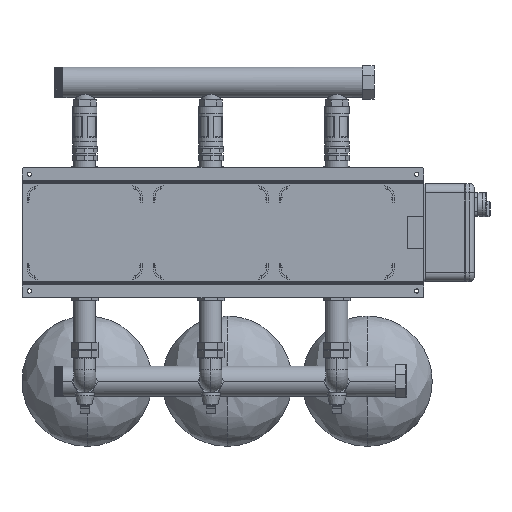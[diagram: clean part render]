
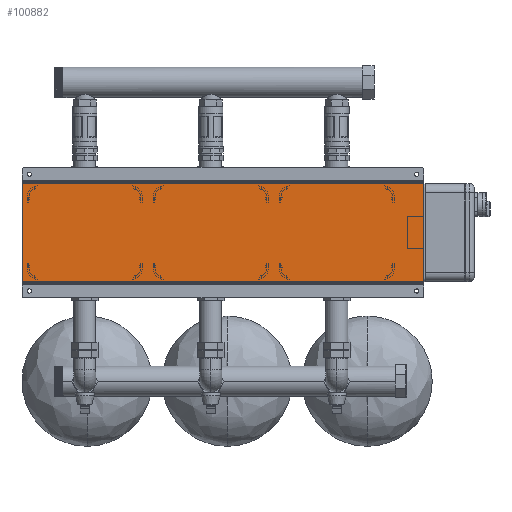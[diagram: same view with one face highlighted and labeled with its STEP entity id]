
A CAD part, front view. The second image highlights one B-rep face of the part: STEP entity #100882.
In plain terms, the highlighted planar face has unit normal (0, -1, 0).
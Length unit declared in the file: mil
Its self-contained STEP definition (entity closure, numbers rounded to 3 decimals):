
#1109 = CARTESIAN_POINT ( 'NONE',  ( 16929.134, 2007.874, -4133.858 ) ) ;
#6083 = LINE ( 'NONE', #40783, #197887 ) ;
#9067 = VERTEX_POINT ( 'NONE', #108119 ) ;
#11175 = EDGE_CURVE ( 'NONE', #151927, #52341, #207071, .T. ) ;
#16593 = EDGE_CURVE ( 'NONE', #127276, #151927, #124942, .T. ) ;
#23246 = ORIENTED_EDGE ( 'NONE', *, *, #213951, .T. ) ;
#27565 = DIRECTION ( 'NONE',  ( 1., 0., 0. ) ) ;
#28321 = CARTESIAN_POINT ( 'NONE',  ( -16929.134, 2007.874, -4133.858 ) ) ;
#40783 = CARTESIAN_POINT ( 'NONE',  ( 16929.134, 2007.874, 4133.858 ) ) ;
#51740 = ORIENTED_EDGE ( 'NONE', *, *, #155114, .T. ) ;
#52341 = VERTEX_POINT ( 'NONE', #148489 ) ;
#76549 = DIRECTION ( 'NONE',  ( -1., 0., 0. ) ) ;
#77912 = FACE_OUTER_BOUND ( 'NONE', #196179, .T. ) ;
#79359 = ORIENTED_EDGE ( 'NONE', *, *, #16593, .F. ) ;
#80128 = DIRECTION ( 'NONE',  ( 0., 1., 0. ) ) ;
#90699 = CARTESIAN_POINT ( 'NONE',  ( 16929.134, 2007.874, -4133.858 ) ) ;
#93292 = DIRECTION ( 'NONE',  ( 0., 0., -1. ) ) ;
#96918 = CARTESIAN_POINT ( 'NONE',  ( 16929.134, 2007.874, -4133.858 ) ) ;
#100882 = ADVANCED_FACE ( 'NONE', ( #77912 ), #110411, .F. ) ;
#103693 = CARTESIAN_POINT ( 'NONE',  ( 16929.134, 2007.874, 4133.858 ) ) ;
#108119 = CARTESIAN_POINT ( 'NONE',  ( -16929.134, 2007.874, 4133.858 ) ) ;
#108487 = ORIENTED_EDGE ( 'NONE', *, *, #11175, .F. ) ;
#110411 = PLANE ( 'NONE',  #192160 ) ;
#116911 = VECTOR ( 'NONE', #93292, 39370.079 ) ;
#124942 = LINE ( 'NONE', #103693, #139982 ) ;
#127276 = VERTEX_POINT ( 'NONE', #180989 ) ;
#139982 = VECTOR ( 'NONE', #156339, 39370.079 ) ;
#148489 = CARTESIAN_POINT ( 'NONE',  ( -16929.134, 2007.874, -4133.858 ) ) ;
#151927 = VERTEX_POINT ( 'NONE', #90699 ) ;
#155114 = EDGE_CURVE ( 'NONE', #9067, #52341, #163836, .T. ) ;
#156339 = DIRECTION ( 'NONE',  ( 0., 0., -1. ) ) ;
#163836 = LINE ( 'NONE', #28321, #116911 ) ;
#180989 = CARTESIAN_POINT ( 'NONE',  ( 16929.134, 2007.874, 4133.858 ) ) ;
#188085 = DIRECTION ( 'NONE',  ( -1., 0., 0. ) ) ;
#192160 = AXIS2_PLACEMENT_3D ( 'NONE', #96918, #80128, #27565 ) ;
#193037 = VECTOR ( 'NONE', #188085, 39370.079 ) ;
#196179 = EDGE_LOOP ( 'NONE', ( #51740, #108487, #79359, #23246 ) ) ;
#197887 = VECTOR ( 'NONE', #76549, 39370.079 ) ;
#207071 = LINE ( 'NONE', #1109, #193037 ) ;
#213951 = EDGE_CURVE ( 'NONE', #127276, #9067, #6083, .T. ) ;
